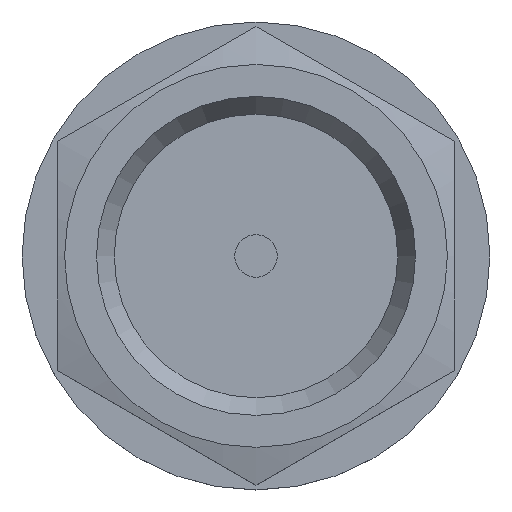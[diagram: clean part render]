
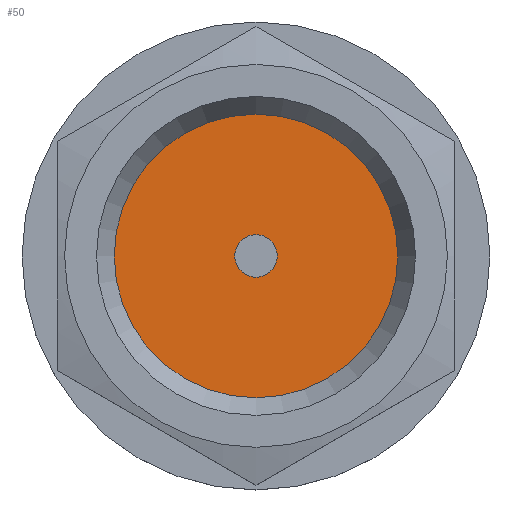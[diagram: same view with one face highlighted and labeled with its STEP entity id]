
A CAD part, top view. The second image highlights one B-rep face of the part: STEP entity #50.
In plain terms, the highlighted planar face has unit normal (0, 0, 1).
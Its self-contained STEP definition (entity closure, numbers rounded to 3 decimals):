
#50 = ADVANCED_FACE( '', ( #110, #111 ), #112, .T. );
#110 = FACE_OUTER_BOUND( '', #189, .T. );
#111 = FACE_BOUND( '', #190, .T. );
#112 = PLANE( '', #191 );
#189 = EDGE_LOOP( '', ( #277 ) );
#190 = EDGE_LOOP( '', ( #278 ) );
#191 = AXIS2_PLACEMENT_3D( '', #279, #280, #281 );
#277 = ORIENTED_EDGE( '', *, *, #407, .T. );
#278 = ORIENTED_EDGE( '', *, *, #408, .F. );
#279 = CARTESIAN_POINT( '', ( 0., 0., 14. ) );
#280 = DIRECTION( '', ( 0., 0., 1. ) );
#281 = DIRECTION( '', ( 1., 0., 0. ) );
#407 = EDGE_CURVE( '', #467, #467, #468, .T. );
#408 = EDGE_CURVE( '', #469, #469, #470, .T. );
#467 = VERTEX_POINT( '', #573 );
#468 = CIRCLE( '', #574, 10. );
#469 = VERTEX_POINT( '', #575 );
#470 = CIRCLE( '', #576, 1.5 );
#573 = CARTESIAN_POINT( '', ( 10., 0., 14. ) );
#574 = AXIS2_PLACEMENT_3D( '', #660, #661, #662 );
#575 = CARTESIAN_POINT( '', ( 1.5, 0., 14. ) );
#576 = AXIS2_PLACEMENT_3D( '', #663, #664, #665 );
#660 = CARTESIAN_POINT( '', ( 0., 0., 14. ) );
#661 = DIRECTION( '', ( 0., 0., 1. ) );
#662 = DIRECTION( '', ( 1., 0., 0. ) );
#663 = CARTESIAN_POINT( '', ( 0., 0., 14. ) );
#664 = DIRECTION( '', ( 0., 0., 1. ) );
#665 = DIRECTION( '', ( 1., 0., 0. ) );
